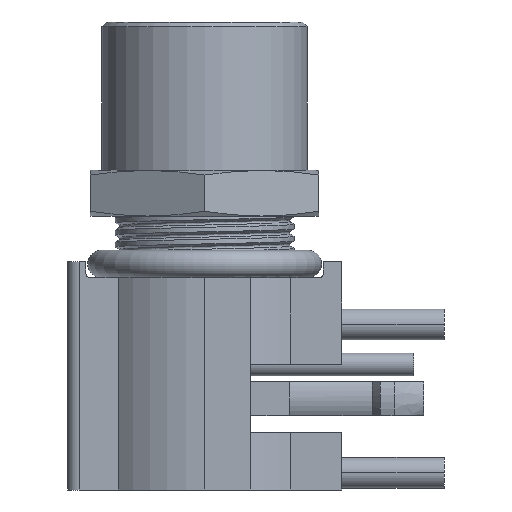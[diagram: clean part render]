
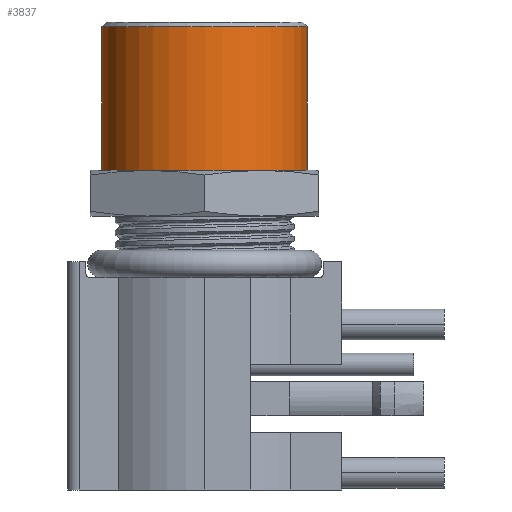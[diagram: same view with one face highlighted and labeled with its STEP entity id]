
A CAD part, left-side view. The second image highlights one B-rep face of the part: STEP entity #3837.
In plain terms, the highlighted cylindrical face has radius 4.501 mm (diameter 9.002 mm), a partial arc.
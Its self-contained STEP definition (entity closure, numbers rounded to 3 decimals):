
#70=CARTESIAN_POINT('',(0.,0.,-0.2));
#71=DIRECTION('',(0.,0.,1.));
#72=DIRECTION('',(0.,1.,0.));
#73=AXIS2_PLACEMENT_3D('',#70,#71,#72);
#75=DIRECTION('',(0.,0.,1.));
#76=VECTOR('',#75,6.3);
#77=CARTESIAN_POINT('',(0.,-4.501,-6.5));
#78=LINE('',#77,#76);
#79=CARTESIAN_POINT('',(0.,0.,-6.5));
#80=DIRECTION('',(0.,0.,-1.));
#81=DIRECTION('',(0.,-1.,0.));
#82=AXIS2_PLACEMENT_3D('',#79,#80,#81);
#84=DIRECTION('',(0.,0.,1.));
#85=VECTOR('',#84,6.3);
#86=CARTESIAN_POINT('',(0.,4.501,-6.5));
#87=LINE('',#86,#85);
#3441=CARTESIAN_POINT('',(0.,4.501,-6.5));
#3442=CARTESIAN_POINT('',(0.,-4.501,-6.5));
#3443=VERTEX_POINT('',#3441);
#3444=VERTEX_POINT('',#3442);
#3485=CARTESIAN_POINT('',(0.,4.501,-0.2));
#3486=CARTESIAN_POINT('',(0.,-4.501,-0.2));
#3487=VERTEX_POINT('',#3485);
#3488=VERTEX_POINT('',#3486);
#3826=CARTESIAN_POINT('',(0.,0.,0.425));
#3827=DIRECTION('',(0.,0.,-1.));
#3828=DIRECTION('',(0.,-1.,0.));
#3829=AXIS2_PLACEMENT_3D('',#3826,#3827,#3828);
#3830=CYLINDRICAL_SURFACE('',#3829,4.501);
#3831=ORIENTED_EDGE('',*,*,#3820,.T.);
#3832=ORIENTED_EDGE('',*,*,#3776,.F.);
#3833=ORIENTED_EDGE('',*,*,#3761,.T.);
#3834=ORIENTED_EDGE('',*,*,#3773,.T.);
#3835=EDGE_LOOP('',(#3831,#3832,#3833,#3834));
#3836=FACE_OUTER_BOUND('',#3835,.F.);
#74=CIRCLE('',#73,4.501);
#83=CIRCLE('',#82,4.501);
#3761=EDGE_CURVE('',#3444,#3443,#83,.T.);
#3773=EDGE_CURVE('',#3443,#3487,#87,.T.);
#3776=EDGE_CURVE('',#3444,#3488,#78,.T.);
#3820=EDGE_CURVE('',#3487,#3488,#74,.T.);
#3837=ADVANCED_FACE('',(#3836),#3830,.T.);
